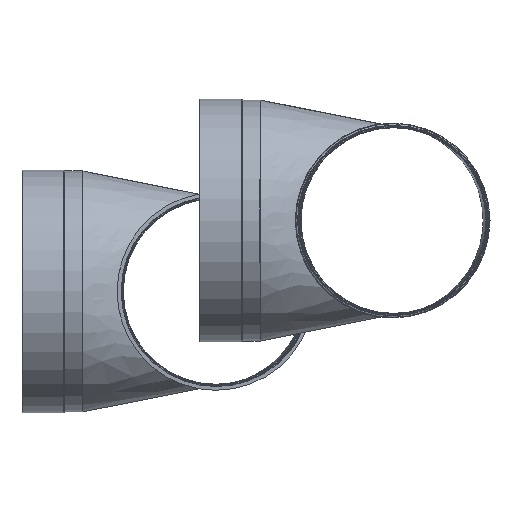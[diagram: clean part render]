
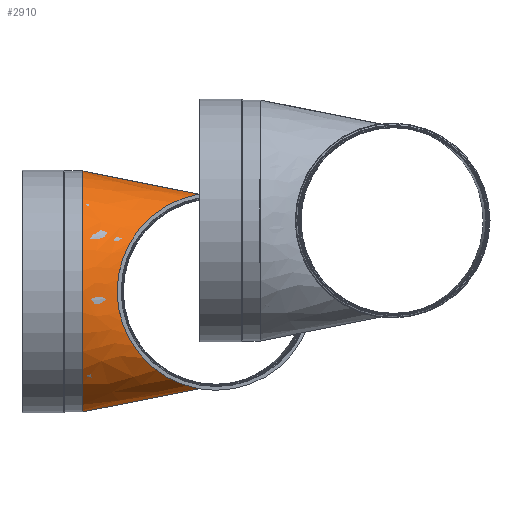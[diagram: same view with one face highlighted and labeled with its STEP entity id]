
A CAD part, left-side view. The second image highlights one B-rep face of the part: STEP entity #2910.
In plain terms, the highlighted free-form (B-spline) face has degree [3, 3] with [18, 4] control points.
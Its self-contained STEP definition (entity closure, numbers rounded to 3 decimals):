
#520=ELLIPSE('',#3177,220.341,158.5);
#541=CIRCLE('',#3176,201.);
#775=B_SPLINE_SURFACE_WITH_KNOTS('',3,3,((#4900,#4901,#4902,#4903),(#4904,
#4905,#4906,#4907),(#4908,#4909,#4910,#4911),(#4912,#4913,#4914,#4915),
(#4916,#4917,#4918,#4919),(#4920,#4921,#4922,#4923),(#4924,#4925,#4926,
#4927),(#4928,#4929,#4930,#4931),(#4932,#4933,#4934,#4935),(#4936,#4937,
#4938,#4939),(#4940,#4941,#4942,#4943),(#4944,#4945,#4946,#4947),(#4948,
#4949,#4950,#4951),(#4952,#4953,#4954,#4955),(#4956,#4957,#4958,#4959),
(#4960,#4961,#4962,#4963),(#4964,#4965,#4966,#4967),(#4968,#4969,#4970,
#4971)),.UNSPECIFIED.,.F.,.F.,.F.,(4,1,1,1,1,1,1,1,1,1,1,1,1,1,1,4),(4,
4),(0.,0.071,0.143,0.19,0.286,
0.333,0.381,0.429,0.524,
0.571,0.619,0.714,0.786,
0.857,0.929,1.),(0.,1.),.UNSPECIFIED.);
#946=FACE_OUTER_BOUND('',#1203,.T.);
#1203=EDGE_LOOP('',(#2313,#2314,#2315,#2316));
#1706=LINE('',#4707,#1724);
#1708=LINE('',#4728,#1726);
#1724=VECTOR('',#3681,218.179);
#1726=VECTOR('',#3685,218.179);
#1742=VERTEX_POINT('',#4705);
#1743=VERTEX_POINT('',#4706);
#1746=VERTEX_POINT('',#4726);
#1747=VERTEX_POINT('',#4727);
#2009=EDGE_CURVE('',#1742,#1743,#1706,.T.);
#2013=EDGE_CURVE('',#1746,#1747,#1708,.T.);
#2019=EDGE_CURVE('',#1746,#1742,#541,.T.);
#2020=EDGE_CURVE('',#1747,#1743,#520,.T.);
#2313=ORIENTED_EDGE('',*,*,#2019,.F.);
#2314=ORIENTED_EDGE('',*,*,#2013,.T.);
#2315=ORIENTED_EDGE('',*,*,#2020,.T.);
#2316=ORIENTED_EDGE('',*,*,#2009,.F.);
#2910=ADVANCED_FACE('',(#946),#775,.F.);
#3176=AXIS2_PLACEMENT_3D('',#4972,#3687,#3688);
#3177=AXIS2_PLACEMENT_3D('',#4973,#3689,#3690);
#3681=DIRECTION('',(0.,-0.981,-0.195));
#3685=DIRECTION('',(0.,-0.981,0.195));
#3687=DIRECTION('center_axis',(0.,1.,0.));
#3688=DIRECTION('ref_axis',(0.,0.,-1.));
#3689=DIRECTION('center_axis',(0.695,0.719,0.));
#3690=DIRECTION('ref_axis',(-0.719,0.695,0.));
#4705=CARTESIAN_POINT('',(0.,214.,201.));
#4706=CARTESIAN_POINT('',(0.,0.,158.5));
#4707=CARTESIAN_POINT('',(0.,214.,201.));
#4726=CARTESIAN_POINT('',(0.,214.,-201.));
#4727=CARTESIAN_POINT('',(0.,0.,-158.5));
#4728=CARTESIAN_POINT('',(0.,214.,-201.));
#4900=CARTESIAN_POINT('Ctrl Pts',(0.,214.,-201.));
#4901=CARTESIAN_POINT('Ctrl Pts',(0.,142.667,
-186.833));
#4902=CARTESIAN_POINT('Ctrl Pts',(0.,71.333,
-172.667));
#4903=CARTESIAN_POINT('Ctrl Pts',(0.,0.,
-158.5));
#4904=CARTESIAN_POINT('Ctrl Pts',(-15.035,214.,-201.));
#4905=CARTESIAN_POINT('Ctrl Pts',(-13.975,146.482,-186.833));
#4906=CARTESIAN_POINT('Ctrl Pts',(-12.915,78.967,-172.667));
#4907=CARTESIAN_POINT('Ctrl Pts',(-11.856,11.449,-158.5));
#4908=CARTESIAN_POINT('Ctrl Pts',(-45.106,214.,-197.615));
#4909=CARTESIAN_POINT('Ctrl Pts',(-41.926,154.117,-183.687));
#4910=CARTESIAN_POINT('Ctrl Pts',(-38.748,94.231,-169.759));
#4911=CARTESIAN_POINT('Ctrl Pts',(-35.568,34.348,-155.831));
#4912=CARTESIAN_POINT('Ctrl Pts',(-83.182,214.,-184.282));
#4913=CARTESIAN_POINT('Ctrl Pts',(-77.319,163.781,-171.294));
#4914=CARTESIAN_POINT('Ctrl Pts',(-71.456,113.562,-158.305));
#4915=CARTESIAN_POINT('Ctrl Pts',(-65.593,63.343,-145.317));
#4916=CARTESIAN_POINT('Ctrl Pts',(-122.36,214.,-161.673));
#4917=CARTESIAN_POINT('Ctrl Pts',(-113.736,173.726,-150.278));
#4918=CARTESIAN_POINT('Ctrl Pts',(-105.112,133.451,-138.884));
#4919=CARTESIAN_POINT('Ctrl Pts',(-96.488,93.177,-127.489));
#4920=CARTESIAN_POINT('Ctrl Pts',(-152.08,214.,-134.103));
#4921=CARTESIAN_POINT('Ctrl Pts',(-141.362,181.269,-124.651));
#4922=CARTESIAN_POINT('Ctrl Pts',(-130.643,148.54,-115.199));
#4923=CARTESIAN_POINT('Ctrl Pts',(-119.924,115.809,-105.748));
#4924=CARTESIAN_POINT('Ctrl Pts',(-174.721,214.,-100.874));
#4925=CARTESIAN_POINT('Ctrl Pts',(-162.407,187.017,-93.764));
#4926=CARTESIAN_POINT('Ctrl Pts',(-150.092,160.034,-86.655));
#4927=CARTESIAN_POINT('Ctrl Pts',(-137.778,133.05,-79.545));
#4928=CARTESIAN_POINT('Ctrl Pts',(-187.805,214.,-73.709));
#4929=CARTESIAN_POINT('Ctrl Pts',(-174.568,190.337,-68.514));
#4930=CARTESIAN_POINT('Ctrl Pts',(-161.331,166.676,-63.319));
#4931=CARTESIAN_POINT('Ctrl Pts',(-148.095,143.013,-58.124));
#4932=CARTESIAN_POINT('Ctrl Pts',(-199.663,214.,-35.29));
#4933=CARTESIAN_POINT('Ctrl Pts',(-185.591,193.348,-32.802));
#4934=CARTESIAN_POINT('Ctrl Pts',(-171.518,172.696,-30.315));
#4935=CARTESIAN_POINT('Ctrl Pts',(-157.446,152.044,-27.828));
#4936=CARTESIAN_POINT('Ctrl Pts',(-202.696,214.,5.138));
#4937=CARTESIAN_POINT('Ctrl Pts',(-188.41,194.118,4.775));
#4938=CARTESIAN_POINT('Ctrl Pts',(-174.124,174.235,4.413));
#4939=CARTESIAN_POINT('Ctrl Pts',(-159.838,154.353,4.051));
#4940=CARTESIAN_POINT('Ctrl Pts',(-196.688,214.,44.893));
#4941=CARTESIAN_POINT('Ctrl Pts',(-182.825,192.592,41.729));
#4942=CARTESIAN_POINT('Ctrl Pts',(-168.962,171.186,38.565));
#4943=CARTESIAN_POINT('Ctrl Pts',(-155.099,149.778,35.401));
#4944=CARTESIAN_POINT('Ctrl Pts',(-184.852,214.,83.317));
#4945=CARTESIAN_POINT('Ctrl Pts',(-171.824,189.589,77.445));
#4946=CARTESIAN_POINT('Ctrl Pts',(-158.795,165.176,71.573));
#4947=CARTESIAN_POINT('Ctrl Pts',(-145.767,140.765,65.7));
#4948=CARTESIAN_POINT('Ctrl Pts',(-162.045,214.,122.816));
#4949=CARTESIAN_POINT('Ctrl Pts',(-150.624,183.799,114.16));
#4950=CARTESIAN_POINT('Ctrl Pts',(-139.203,153.599,105.503));
#4951=CARTESIAN_POINT('Ctrl Pts',(-127.782,123.398,96.847));
#4952=CARTESIAN_POINT('Ctrl Pts',(-126.375,214.,158.471));
#4953=CARTESIAN_POINT('Ctrl Pts',(-117.468,174.745,147.302));
#4954=CARTESIAN_POINT('Ctrl Pts',(-108.561,135.49,136.133));
#4955=CARTESIAN_POINT('Ctrl Pts',(-99.654,96.235,124.963));
#4956=CARTESIAN_POINT('Ctrl Pts',(-87.947,214.,182.622));
#4957=CARTESIAN_POINT('Ctrl Pts',(-81.749,164.991,169.751));
#4958=CARTESIAN_POINT('Ctrl Pts',(-75.55,115.981,156.879));
#4959=CARTESIAN_POINT('Ctrl Pts',(-69.352,66.972,144.008));
#4960=CARTESIAN_POINT('Ctrl Pts',(-45.103,214.,197.612));
#4961=CARTESIAN_POINT('Ctrl Pts',(-41.924,154.115,183.684));
#4962=CARTESIAN_POINT('Ctrl Pts',(-38.745,94.231,169.756));
#4963=CARTESIAN_POINT('Ctrl Pts',(-35.566,34.346,155.828));
#4964=CARTESIAN_POINT('Ctrl Pts',(-15.035,214.,201.));
#4965=CARTESIAN_POINT('Ctrl Pts',(-13.975,146.483,186.833));
#4966=CARTESIAN_POINT('Ctrl Pts',(-12.915,78.966,172.667));
#4967=CARTESIAN_POINT('Ctrl Pts',(-11.856,11.449,158.5));
#4968=CARTESIAN_POINT('Ctrl Pts',(0.,214.,201.));
#4969=CARTESIAN_POINT('Ctrl Pts',(0.,142.667,
186.833));
#4970=CARTESIAN_POINT('Ctrl Pts',(0.,71.333,
172.667));
#4971=CARTESIAN_POINT('Ctrl Pts',(0.,0.,
158.5));
#4972=CARTESIAN_POINT('Origin',(0.,214.,0.));
#4973=CARTESIAN_POINT('Origin',(0.,0.,0.));
